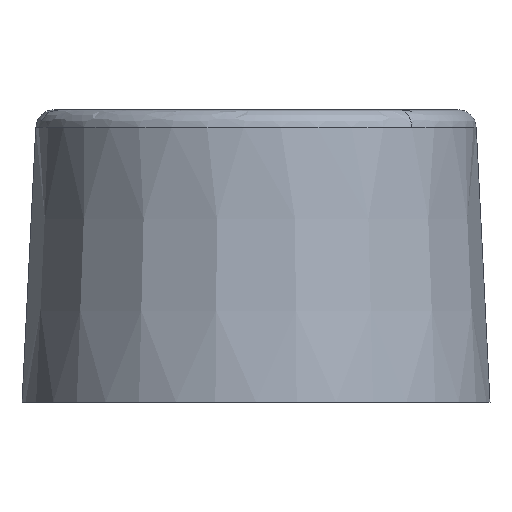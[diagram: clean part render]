
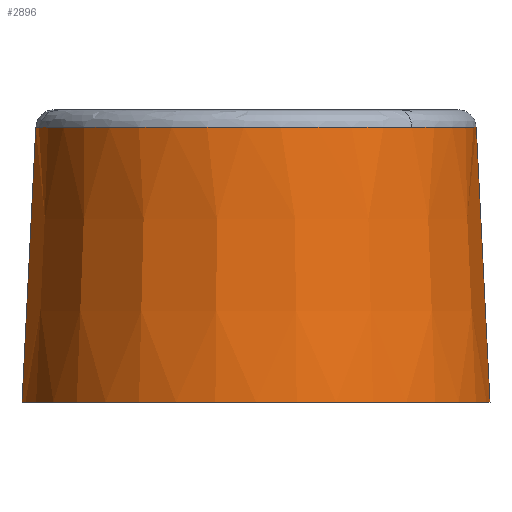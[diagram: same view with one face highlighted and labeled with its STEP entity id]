
A CAD part, front view. The second image highlights one B-rep face of the part: STEP entity #2896.
In plain terms, the highlighted conical face has half-angle 2.862 degrees and reference radius 10.16 mm.
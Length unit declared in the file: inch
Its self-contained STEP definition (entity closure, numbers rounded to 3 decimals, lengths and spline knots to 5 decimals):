
#122 = DIRECTION ( 'NONE',  ( 0., 0., -1. ) ) ;
#131 = ORIENTED_EDGE ( 'NONE', *, *, #2317, .T. ) ;
#162 = CARTESIAN_POINT ( 'NONE',  ( 0., 0., 0.62 ) ) ;
#192 = VERTEX_POINT ( 'NONE', #1527 ) ;
#261 = LINE ( 'NONE', #1845, #1043 ) ;
#278 = CIRCLE ( 'NONE', #4247, 0.4 ) ;
#427 = ORIENTED_EDGE ( 'NONE', *, *, #3888, .T. ) ;
#440 = DIRECTION ( 'NONE',  ( 0.707, -0.707, 0. ) ) ;
#549 = EDGE_CURVE ( 'NONE', #6131, #192, #6263, .T. ) ;
#1043 = VECTOR ( 'NONE', #2357, 39.37008 ) ;
#1243 = DIRECTION ( 'NONE',  ( 0., 0., -1. ) ) ;
#1454 = VERTEX_POINT ( 'NONE', #2282 ) ;
#1527 = CARTESIAN_POINT ( 'NONE',  ( -0.37648, 0., 1.09031 ) ) ;
#1793 = ORIENTED_EDGE ( 'NONE', *, *, #4123, .T. ) ;
#1845 = CARTESIAN_POINT ( 'NONE',  ( -0.4, 0., 0.62 ) ) ;
#2062 = DIRECTION ( 'NONE',  ( 0., 0., -1. ) ) ;
#2165 = CARTESIAN_POINT ( 'NONE',  ( 0., 0., 0.62 ) ) ;
#2282 = CARTESIAN_POINT ( 'NONE',  ( 0.4, 0., 0.62 ) ) ;
#2317 = EDGE_CURVE ( 'NONE', #4484, #6131, #2413, .T. ) ;
#2332 = VERTEX_POINT ( 'NONE', #2527 ) ;
#2357 = DIRECTION ( 'NONE',  ( -0.05, 0., -0.999 ) ) ;
#2413 = CIRCLE ( 'NONE', #6286, 0.37648 ) ;
#2454 = LINE ( 'NONE', #5242, #2767 ) ;
#2527 = CARTESIAN_POINT ( 'NONE',  ( -0.4, 0., 0.62 ) ) ;
#2767 = VECTOR ( 'NONE', #3555, 39.37008 ) ;
#2896 = ADVANCED_FACE ( 'NONE', ( #6791 ), #3367, .T. ) ;
#3045 = AXIS2_PLACEMENT_3D ( 'NONE', #2165, #122, #5377 ) ;
#3367 = CONICAL_SURFACE ( 'NONE', #3045, 0.4, 0.05 ) ;
#3555 = DIRECTION ( 'NONE',  ( 0.05, 0., -0.999 ) ) ;
#3888 = EDGE_CURVE ( 'NONE', #2332, #1454, #278, .T. ) ;
#4123 = EDGE_CURVE ( 'NONE', #192, #2332, #261, .T. ) ;
#4247 = AXIS2_PLACEMENT_3D ( 'NONE', #162, #4962, #5445 ) ;
#4382 = ORIENTED_EDGE ( 'NONE', *, *, #549, .T. ) ;
#4405 = CARTESIAN_POINT ( 'NONE',  ( 0., 0., 1.09031 ) ) ;
#4484 = VERTEX_POINT ( 'NONE', #6785 ) ;
#4962 = DIRECTION ( 'NONE',  ( 0., 0., 1. ) ) ;
#5088 = EDGE_CURVE ( 'NONE', #4484, #1454, #2454, .T. ) ;
#5242 = CARTESIAN_POINT ( 'NONE',  ( 0.4, 0., 0.62 ) ) ;
#5300 = EDGE_LOOP ( 'NONE', ( #5382, #131, #4382, #1793, #427 ) ) ;
#5377 = DIRECTION ( 'NONE',  ( -1., 0., 0. ) ) ;
#5382 = ORIENTED_EDGE ( 'NONE', *, *, #5088, .F. ) ;
#5445 = DIRECTION ( 'NONE',  ( -1., 0., 0. ) ) ;
#5466 = DIRECTION ( 'NONE',  ( 0.707, -0.707, 0. ) ) ;
#5707 = AXIS2_PLACEMENT_3D ( 'NONE', #4405, #1243, #5466 ) ;
#6039 = CARTESIAN_POINT ( 'NONE',  ( 0.26621, -0.26621, 1.09031 ) ) ;
#6131 = VERTEX_POINT ( 'NONE', #6039 ) ;
#6187 = CARTESIAN_POINT ( 'NONE',  ( 0., 0., 1.09031 ) ) ;
#6263 = CIRCLE ( 'NONE', #5707, 0.37648 ) ;
#6286 = AXIS2_PLACEMENT_3D ( 'NONE', #6187, #2062, #440 ) ;
#6785 = CARTESIAN_POINT ( 'NONE',  ( 0.37648, 0., 1.09031 ) ) ;
#6791 = FACE_OUTER_BOUND ( 'NONE', #5300, .T. ) ;
